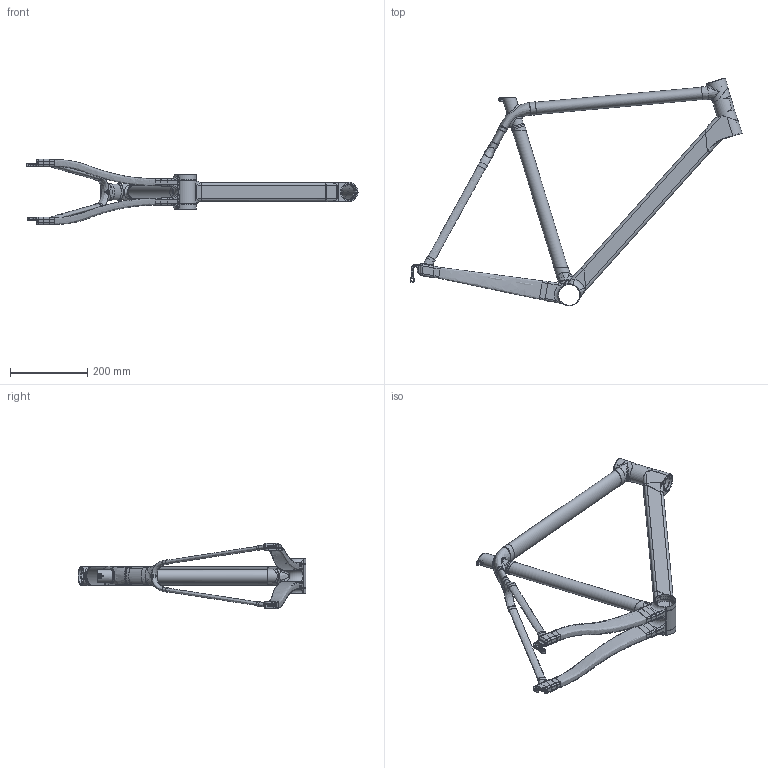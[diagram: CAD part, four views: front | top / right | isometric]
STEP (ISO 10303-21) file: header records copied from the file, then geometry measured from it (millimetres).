
FILE_DESCRIPTION((''),'2;1');
FILE_NAME('Frame.stp','2014-02-17T19:04:59',('filip'),(''),'Autodesk Inventor 2012','Autodesk Inventor 2012','');
FILE_SCHEMA(('AUTOMOTIVE_DESIGN { 1 0 10303 214 1 1 1 1 }'));
Length unit declared in the file: millimetre
Products named in the file (1): Frame
Bounding box: 860.5 x 590.49 x 170 mm (x, y, z)
Volume: 427484.7 mm3; surface area: 749566.4 mm2
Topology: 1 solids, 4 shells, 665 faces, 1696 edges, 1048 vertices
Faces by surface type: bspline 221, plane 216, cylinder 192, torus 28, sphere 6, cone 2
Full cylindrical faces by diameter (mm): 4 x1, 5 x5, 7 x5, 8 x2, 30 x1, 31.6 x2, 33.6 x3, 35.6 x2, 41 x2, 45 x2, 46 x1, 48 x2, 50 x1, 55 x3
Entity records: 41262 total; most frequent: CARTESIAN_POINT 26831, ORIENTED_EDGE 3196, DIRECTION 2499, EDGE_CURVE 1598, VERTEX_POINT 1020, AXIS2_PLACEMENT_3D 976, EDGE_LOOP 789, FACE_OUTER_BOUND 665
